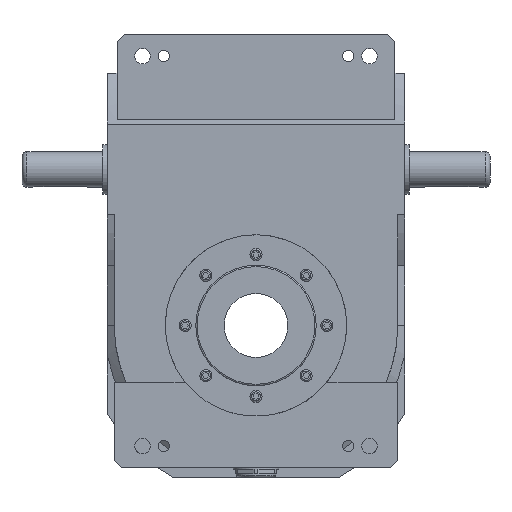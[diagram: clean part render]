
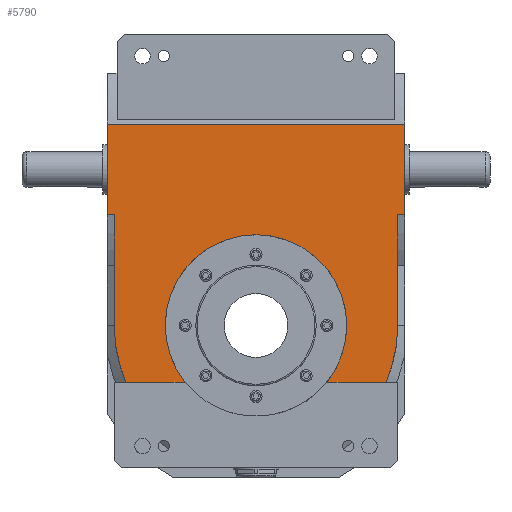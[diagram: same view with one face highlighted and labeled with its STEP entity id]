
A CAD part, front view. The second image highlights one B-rep face of the part: STEP entity #5790.
In plain terms, the highlighted planar face has unit normal (0, -1, 0).
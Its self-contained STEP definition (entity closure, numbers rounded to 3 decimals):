
#423=LINE('',#9558,#854);
#426=LINE('',#9568,#857);
#453=LINE('',#9702,#884);
#455=LINE('',#9711,#886);
#456=LINE('',#9714,#887);
#457=LINE('',#9716,#888);
#458=LINE('',#9718,#889);
#459=LINE('',#9719,#890);
#460=LINE('',#9722,#891);
#854=VECTOR('',#7676,1000.);
#857=VECTOR('',#7685,1000.);
#884=VECTOR('',#7796,1000.);
#886=VECTOR('',#7804,1000.);
#887=VECTOR('',#7807,1000.);
#888=VECTOR('',#7808,1000.);
#889=VECTOR('',#7809,1000.);
#890=VECTOR('',#7810,1000.);
#891=VECTOR('',#7813,1000.);
#1096=PLANE('',#6352);
#2221=ORIENTED_EDGE('',*,*,#3216,.F.);
#2222=ORIENTED_EDGE('',*,*,#3217,.T.);
#2223=ORIENTED_EDGE('',*,*,#3218,.F.);
#2224=ORIENTED_EDGE('',*,*,#3155,.T.);
#2225=ORIENTED_EDGE('',*,*,#3219,.F.);
#2226=ORIENTED_EDGE('',*,*,#3220,.F.);
#2227=ORIENTED_EDGE('',*,*,#3221,.T.);
#2228=ORIENTED_EDGE('',*,*,#3213,.T.);
#2229=ORIENTED_EDGE('',*,*,#3222,.F.);
#2230=ORIENTED_EDGE('',*,*,#3150,.T.);
#2231=ORIENTED_EDGE('',*,*,#3223,.F.);
#2232=ORIENTED_EDGE('',*,*,#3224,.T.);
#3150=EDGE_CURVE('',#3748,#3747,#423,.T.);
#3155=EDGE_CURVE('',#3749,#3751,#426,.T.);
#3213=EDGE_CURVE('',#3795,#3794,#453,.T.);
#3216=EDGE_CURVE('',#3797,#3798,#4071,.T.);
#3217=EDGE_CURVE('',#3797,#3799,#455,.T.);
#3218=EDGE_CURVE('',#3749,#3799,#4072,.T.);
#3219=EDGE_CURVE('',#3800,#3751,#456,.T.);
#3220=EDGE_CURVE('',#3801,#3800,#457,.T.);
#3221=EDGE_CURVE('',#3801,#3795,#458,.T.);
#3222=EDGE_CURVE('',#3748,#3794,#459,.T.);
#3223=EDGE_CURVE('',#3802,#3747,#4073,.T.);
#3224=EDGE_CURVE('',#3802,#3798,#460,.T.);
#3747=VERTEX_POINT('',#9557);
#3748=VERTEX_POINT('',#9559);
#3749=VERTEX_POINT('',#9563);
#3751=VERTEX_POINT('',#9567);
#3794=VERTEX_POINT('',#9701);
#3795=VERTEX_POINT('',#9703);
#3797=VERTEX_POINT('',#9709);
#3798=VERTEX_POINT('',#9710);
#3799=VERTEX_POINT('',#9712);
#3800=VERTEX_POINT('',#9715);
#3801=VERTEX_POINT('',#9717);
#3802=VERTEX_POINT('',#9721);
#4071=CIRCLE('',#6353,64.);
#4072=CIRCLE('',#6354,100.);
#4073=CIRCLE('',#6355,100.);
#4514=EDGE_LOOP('',(#2221,#2222,#2223,#2224,#2225,#2226,#2227,#2228,#2229,
#2230,#2231,#2232));
#5153=FACE_BOUND('',#4514,.T.);
#5790=ADVANCED_FACE('',(#5153),#1096,.F.);
#6352=AXIS2_PLACEMENT_3D('',#9707,#7800,#7801);
#6353=AXIS2_PLACEMENT_3D('',#9708,#7802,#7803);
#6354=AXIS2_PLACEMENT_3D('',#9713,#7805,#7806);
#6355=AXIS2_PLACEMENT_3D('',#9720,#7811,#7812);
#7676=DIRECTION('',(0.,0.,-1.));
#7685=DIRECTION('',(0.,0.,1.));
#7796=DIRECTION('',(0.,0.,-1.));
#7800=DIRECTION('',(0.,1.,0.));
#7801=DIRECTION('',(1.,0.,0.));
#7802=DIRECTION('',(0.,-1.,0.));
#7803=DIRECTION('',(0.,0.,1.));
#7804=DIRECTION('',(1.,0.,0.));
#7805=DIRECTION('',(0.,1.,0.));
#7806=DIRECTION('',(0.,0.,1.));
#7807=DIRECTION('',(-1.,0.,0.));
#7808=DIRECTION('',(0.,0.,-1.));
#7809=DIRECTION('',(-1.,0.,0.));
#7810=DIRECTION('',(-1.,0.,0.));
#7811=DIRECTION('',(0.,1.,0.));
#7812=DIRECTION('',(0.,0.,1.));
#7813=DIRECTION('',(1.,0.,0.));
#9557=CARTESIAN_POINT('',(-100.,-68.,0.));
#9558=CARTESIAN_POINT('',(-100.,-68.,78.));
#9559=CARTESIAN_POINT('',(-100.,-68.,78.));
#9563=CARTESIAN_POINT('',(100.,-68.,0.));
#9567=CARTESIAN_POINT('',(100.,-68.,78.));
#9568=CARTESIAN_POINT('',(100.,-68.,78.));
#9701=CARTESIAN_POINT('',(-105.,-68.,78.));
#9702=CARTESIAN_POINT('',(-105.,-68.,142.));
#9703=CARTESIAN_POINT('',(-105.,-68.,142.));
#9707=CARTESIAN_POINT('',(105.,-68.,142.));
#9708=CARTESIAN_POINT('',(0.,-68.,0.));
#9709=CARTESIAN_POINT('',(49.96,-68.,-40.));
#9710=CARTESIAN_POINT('',(-49.96,-68.,-40.));
#9711=CARTESIAN_POINT('',(105.,-68.,-40.));
#9712=CARTESIAN_POINT('',(91.652,-68.,-40.));
#9713=CARTESIAN_POINT('',(0.,-68.,0.));
#9714=CARTESIAN_POINT('',(105.,-68.,78.));
#9715=CARTESIAN_POINT('',(105.,-68.,78.));
#9716=CARTESIAN_POINT('',(105.,-68.,142.));
#9717=CARTESIAN_POINT('',(105.,-68.,142.));
#9718=CARTESIAN_POINT('',(105.,-68.,142.));
#9719=CARTESIAN_POINT('',(105.,-68.,78.));
#9720=CARTESIAN_POINT('',(0.,-68.,0.));
#9721=CARTESIAN_POINT('',(-91.652,-68.,-40.));
#9722=CARTESIAN_POINT('',(105.,-68.,-40.));
